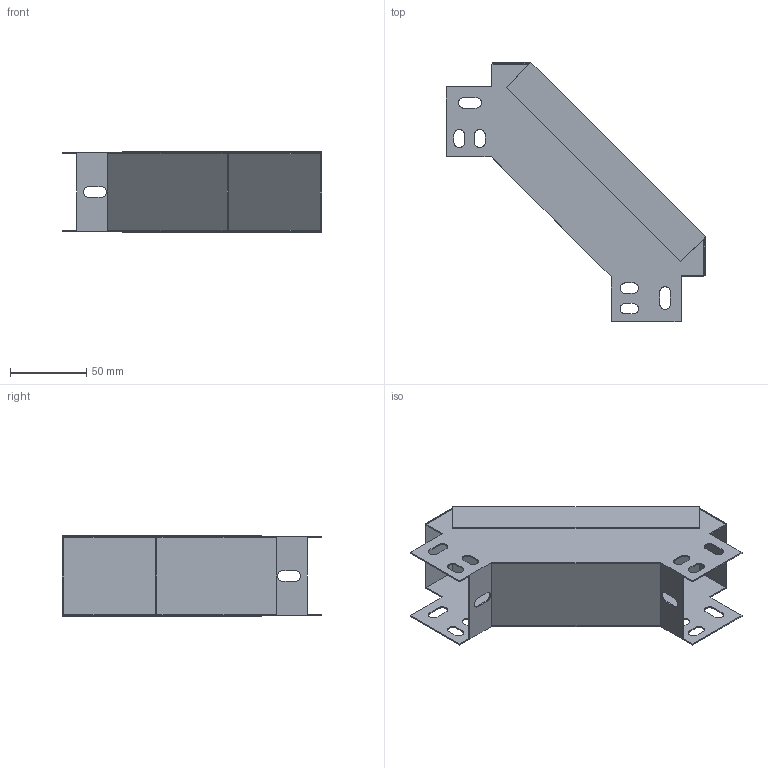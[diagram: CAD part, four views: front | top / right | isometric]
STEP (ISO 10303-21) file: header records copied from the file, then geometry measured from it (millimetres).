
FILE_DESCRIPTION (( 'STEP AP203' ), '1' );
FILE_NAME ('CLP1N-060-050 Ïîâîðîò íà 90 ãð. âåðòèêàëüíûé âíåøíèé 60õ50.STEP', '2016-03-17T08:29:43', ( '' ), ( '' ), 'SwSTEP 2.0', 'SolidWorks 2014', '' );
FILE_SCHEMA (( 'CONFIG_CONTROL_DESIGN' ));
Length unit declared in the file: millimetre
Products named in the file (1): CLP1N-060-050 Ïîâîðîò íà 90 ãð. âåðòèêàëüíûé âíåøíèé 60õ50
Bounding box: 170.42 x 170.42 x 53.2 mm (x, y, z)
Volume: 40017.3 mm3; surface area: 101657.8 mm2
Topology: 2 solids, 2 shells, 116 faces, 324 edges, 210 vertices
Faces by surface type: plane 86, cylinder 30
Entity records: 3807 total; most frequent: CARTESIAN_POINT 661, ORIENTED_EDGE 644, DIRECTION 610, EDGE_CURVE 322, VECTOR 260, LINE 260, VERTEX_POINT 210, AXIS2_PLACEMENT_3D 175
